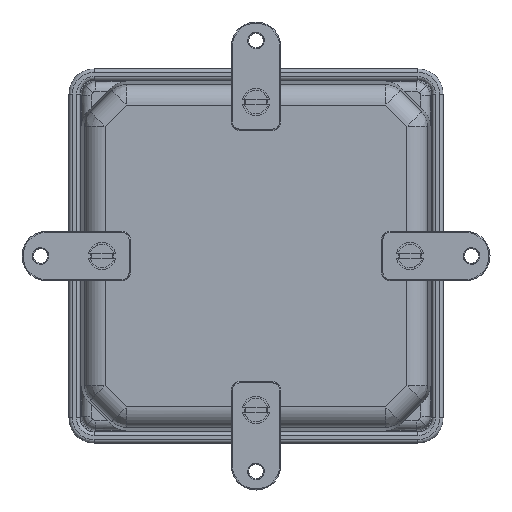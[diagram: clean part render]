
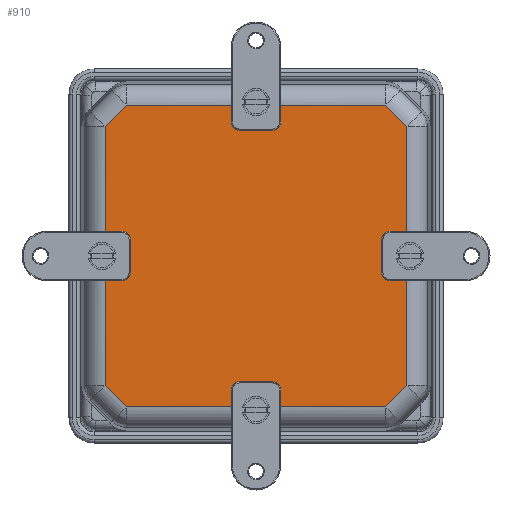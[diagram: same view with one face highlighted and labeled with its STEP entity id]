
A CAD part, front view. The second image highlights one B-rep face of the part: STEP entity #910.
In plain terms, the highlighted planar face has unit normal (0, -1, 0).
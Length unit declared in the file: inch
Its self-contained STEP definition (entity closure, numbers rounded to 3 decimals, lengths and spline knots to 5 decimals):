
#200 = ORIENTED_EDGE ( 'NONE', *, *, #40323, .F. ) ;
#315 = CARTESIAN_POINT ( 'NONE',  ( 1.97829, -1.59028, -2.76318 ) ) ;
#516 = CARTESIAN_POINT ( 'NONE',  ( 2.36948, -1.59028, 0. ) ) ;
#910 = ADVANCED_FACE ( 'NONE', ( #35439 ), #45954, .F. ) ;
#962 = CARTESIAN_POINT ( 'NONE',  ( -0.3937, -1.59028, 2.76318 ) ) ;
#1160 = ORIENTED_EDGE ( 'NONE', *, *, #40692, .F. ) ;
#1227 = EDGE_CURVE ( 'NONE', #40877, #23443, #30712, .T. ) ;
#1279 = AXIS2_PLACEMENT_3D ( 'NONE', #29838, #10926, #48362 ) ;
#1627 = CARTESIAN_POINT ( 'NONE',  ( -3.15688, -1.59028, 0. ) ) ;
#1843 = CARTESIAN_POINT ( 'NONE',  ( 1.97829, -1.59028, 2.76318 ) ) ;
#2039 = LINE ( 'NONE', #3186, #34356 ) ;
#2776 = ORIENTED_EDGE ( 'NONE', *, *, #7560, .F. ) ;
#3186 = CARTESIAN_POINT ( 'NONE',  ( -0.3937, -1.59028, 2.76318 ) ) ;
#3720 = CARTESIAN_POINT ( 'NONE',  ( -0.43626, -1.59028, -2.76318 ) ) ;
#3722 = DIRECTION ( 'NONE',  ( -0.707, 0., -0.707 ) ) ;
#4194 = CARTESIAN_POINT ( 'NONE',  ( -0.35114, -1.59028, 2.76318 ) ) ;
#4208 = DIRECTION ( 'NONE',  ( 0., 0., 1. ) ) ;
#4488 = CIRCLE ( 'NONE', #30157, 0.07 ) ;
#5389 = EDGE_CURVE ( 'NONE', #38059, #31467, #25141, .T. ) ;
#5430 = VERTEX_POINT ( 'NONE', #15933 ) ;
#5685 = VECTOR ( 'NONE', #13155, 39.37008 ) ;
#5855 = VERTEX_POINT ( 'NONE', #38540 ) ;
#7307 = VECTOR ( 'NONE', #33150, 39.37008 ) ;
#7374 = ORIENTED_EDGE ( 'NONE', *, *, #5389, .F. ) ;
#7560 = EDGE_CURVE ( 'NONE', #23443, #32614, #43961, .T. ) ;
#8187 = CARTESIAN_POINT ( 'NONE',  ( 2.42505, -1.59028, 0. ) ) ;
#8593 = VECTOR ( 'NONE', #46765, 39.37008 ) ;
#8716 = EDGE_CURVE ( 'NONE', #46897, #11797, #29154, .T. ) ;
#8756 = ORIENTED_EDGE ( 'NONE', *, *, #19678, .F. ) ;
#9132 = EDGE_CURVE ( 'NONE', #41135, #22875, #18575, .T. ) ;
#9796 = VECTOR ( 'NONE', #41989, 39.37008 ) ;
#9983 = DIRECTION ( 'NONE',  ( -1., 0., 0. ) ) ;
#10926 = DIRECTION ( 'NONE',  ( 0., -1., 0. ) ) ;
#10996 = AXIS2_PLACEMENT_3D ( 'NONE', #16628, #11860, #38279 ) ;
#11353 = VERTEX_POINT ( 'NONE', #16781 ) ;
#11691 = CARTESIAN_POINT ( 'NONE',  ( -3.15688, -1.59028, 2.37199 ) ) ;
#11797 = VERTEX_POINT ( 'NONE', #15645 ) ;
#11860 = DIRECTION ( 'NONE',  ( 0., -1., 0. ) ) ;
#11963 = CARTESIAN_POINT ( 'NONE',  ( -0.3937, -1.59028, 0. ) ) ;
#13155 = DIRECTION ( 'NONE',  ( 0.707, 0., -0.707 ) ) ;
#14561 = DIRECTION ( 'NONE',  ( 0., 0., -1. ) ) ;
#14572 = VECTOR ( 'NONE', #38403, 39.37008 ) ;
#15645 = CARTESIAN_POINT ( 'NONE',  ( 1.97829, -1.59028, 2.76318 ) ) ;
#15763 = DIRECTION ( 'NONE',  ( 0., 0., 1. ) ) ;
#15933 = CARTESIAN_POINT ( 'NONE',  ( 2.36948, -1.59028, -0.04256 ) ) ;
#16080 = DIRECTION ( 'NONE',  ( 0., 1., 0. ) ) ;
#16628 = CARTESIAN_POINT ( 'NONE',  ( -0.3937, -1.59028, 2.81875 ) ) ;
#16725 = ORIENTED_EDGE ( 'NONE', *, *, #47238, .F. ) ;
#16781 = CARTESIAN_POINT ( 'NONE',  ( 2.36948, -1.59028, -2.37199 ) ) ;
#17244 = LINE ( 'NONE', #45330, #46029 ) ;
#17489 = EDGE_LOOP ( 'NONE', ( #17498, #7374, #36299, #25626, #34551, #16725, #19909, #2776, #44486, #44607, #200, #45805, #32166, #8756, #46180, #1160 ) ) ;
#17498 = ORIENTED_EDGE ( 'NONE', *, *, #24401, .F. ) ;
#18493 = AXIS2_PLACEMENT_3D ( 'NONE', #38918, #42703, #20193 ) ;
#18575 = CIRCLE ( 'NONE', #1279, 0.07 ) ;
#19104 = CARTESIAN_POINT ( 'NONE',  ( -3.15688, -1.59028, 0. ) ) ;
#19678 = EDGE_CURVE ( 'NONE', #34865, #41135, #36389, .T. ) ;
#19909 = ORIENTED_EDGE ( 'NONE', *, *, #33504, .F. ) ;
#20193 = DIRECTION ( 'NONE',  ( 0., 0., -1. ) ) ;
#20357 = LINE ( 'NONE', #1843, #5685 ) ;
#21289 = CARTESIAN_POINT ( 'NONE',  ( -0.3937, -1.59028, -2.76318 ) ) ;
#22052 = LINE ( 'NONE', #1627, #8593 ) ;
#22707 = CARTESIAN_POINT ( 'NONE',  ( 2.36948, -1.59028, 2.37199 ) ) ;
#22875 = VERTEX_POINT ( 'NONE', #3720 ) ;
#23185 = VECTOR ( 'NONE', #3722, 39.37008 ) ;
#23245 = LINE ( 'NONE', #37998, #23185 ) ;
#23443 = VERTEX_POINT ( 'NONE', #44807 ) ;
#23515 = LINE ( 'NONE', #29833, #30011 ) ;
#24401 = EDGE_CURVE ( 'NONE', #31467, #5430, #4488, .T. ) ;
#24594 = CARTESIAN_POINT ( 'NONE',  ( -2.76569, -1.59028, -2.76318 ) ) ;
#25141 = LINE ( 'NONE', #516, #14572 ) ;
#25626 = ORIENTED_EDGE ( 'NONE', *, *, #8716, .F. ) ;
#28062 = DIRECTION ( 'NONE',  ( -0.707, 0., 0.707 ) ) ;
#29076 = CARTESIAN_POINT ( 'NONE',  ( 2.36948, -1.59028, 0.04256 ) ) ;
#29154 = LINE ( 'NONE', #962, #9796 ) ;
#29833 = CARTESIAN_POINT ( 'NONE',  ( 2.36948, -1.59028, 0. ) ) ;
#29838 = CARTESIAN_POINT ( 'NONE',  ( -0.3937, -1.59028, -2.81875 ) ) ;
#30011 = VECTOR ( 'NONE', #14561, 39.37008 ) ;
#30157 = AXIS2_PLACEMENT_3D ( 'NONE', #8187, #34445, #37722 ) ;
#30712 = CIRCLE ( 'NONE', #18493, 0.07 ) ;
#30775 = AXIS2_PLACEMENT_3D ( 'NONE', #11963, #16080, #15763 ) ;
#30870 = CIRCLE ( 'NONE', #10996, 0.07 ) ;
#31467 = VERTEX_POINT ( 'NONE', #29076 ) ;
#31769 = LINE ( 'NONE', #24594, #41735 ) ;
#31939 = EDGE_CURVE ( 'NONE', #35892, #40877, #22052, .T. ) ;
#32166 = ORIENTED_EDGE ( 'NONE', *, *, #9132, .F. ) ;
#32614 = VERTEX_POINT ( 'NONE', #11691 ) ;
#32640 = EDGE_CURVE ( 'NONE', #5855, #46897, #30870, .T. ) ;
#33150 = DIRECTION ( 'NONE',  ( 0.707, 0., 0.707 ) ) ;
#33504 = EDGE_CURVE ( 'NONE', #32614, #44291, #43147, .T. ) ;
#34356 = VECTOR ( 'NONE', #45182, 39.37008 ) ;
#34445 = DIRECTION ( 'NONE',  ( 0., -1., 0. ) ) ;
#34551 = ORIENTED_EDGE ( 'NONE', *, *, #32640, .F. ) ;
#34865 = VERTEX_POINT ( 'NONE', #315 ) ;
#35049 = CARTESIAN_POINT ( 'NONE',  ( -0.35114, -1.59028, -2.76318 ) ) ;
#35215 = VECTOR ( 'NONE', #9983, 39.37008 ) ;
#35439 = FACE_OUTER_BOUND ( 'NONE', #17489, .T. ) ;
#35892 = VERTEX_POINT ( 'NONE', #39048 ) ;
#36299 = ORIENTED_EDGE ( 'NONE', *, *, #43487, .F. ) ;
#36389 = LINE ( 'NONE', #21289, #35215 ) ;
#36558 = VERTEX_POINT ( 'NONE', #41132 ) ;
#37722 = DIRECTION ( 'NONE',  ( 0., 0., -1. ) ) ;
#37774 = DIRECTION ( 'NONE',  ( -1., 0., 0. ) ) ;
#37998 = CARTESIAN_POINT ( 'NONE',  ( 2.36948, -1.59028, -2.37199 ) ) ;
#38059 = VERTEX_POINT ( 'NONE', #22707 ) ;
#38279 = DIRECTION ( 'NONE',  ( 0., 0., -1. ) ) ;
#38403 = DIRECTION ( 'NONE',  ( 0., 0., -1. ) ) ;
#38540 = CARTESIAN_POINT ( 'NONE',  ( -0.43626, -1.59028, 2.76318 ) ) ;
#38918 = CARTESIAN_POINT ( 'NONE',  ( -3.21245, -1.59028, 0. ) ) ;
#39048 = CARTESIAN_POINT ( 'NONE',  ( -3.15688, -1.59028, -2.37199 ) ) ;
#39785 = VECTOR ( 'NONE', #4208, 39.37008 ) ;
#40323 = EDGE_CURVE ( 'NONE', #36558, #35892, #31769, .T. ) ;
#40692 = EDGE_CURVE ( 'NONE', #5430, #11353, #23515, .T. ) ;
#40877 = VERTEX_POINT ( 'NONE', #44747 ) ;
#41132 = CARTESIAN_POINT ( 'NONE',  ( -2.76569, -1.59028, -2.76318 ) ) ;
#41135 = VERTEX_POINT ( 'NONE', #35049 ) ;
#41735 = VECTOR ( 'NONE', #28062, 39.37008 ) ;
#41989 = DIRECTION ( 'NONE',  ( 1., 0., 0. ) ) ;
#42703 = DIRECTION ( 'NONE',  ( 0., -1., 0. ) ) ;
#43147 = LINE ( 'NONE', #44450, #7307 ) ;
#43487 = EDGE_CURVE ( 'NONE', #11797, #38059, #20357, .T. ) ;
#43961 = LINE ( 'NONE', #19104, #39785 ) ;
#44291 = VERTEX_POINT ( 'NONE', #45260 ) ;
#44450 = CARTESIAN_POINT ( 'NONE',  ( -3.15688, -1.59028, 2.37199 ) ) ;
#44486 = ORIENTED_EDGE ( 'NONE', *, *, #1227, .F. ) ;
#44607 = ORIENTED_EDGE ( 'NONE', *, *, #31939, .F. ) ;
#44747 = CARTESIAN_POINT ( 'NONE',  ( -3.15688, -1.59028, -0.04256 ) ) ;
#44807 = CARTESIAN_POINT ( 'NONE',  ( -3.15688, -1.59028, 0.04256 ) ) ;
#45063 = EDGE_CURVE ( 'NONE', #11353, #34865, #23245, .T. ) ;
#45182 = DIRECTION ( 'NONE',  ( 1., 0., 0. ) ) ;
#45260 = CARTESIAN_POINT ( 'NONE',  ( -2.76569, -1.59028, 2.76318 ) ) ;
#45330 = CARTESIAN_POINT ( 'NONE',  ( -0.3937, -1.59028, -2.76318 ) ) ;
#45805 = ORIENTED_EDGE ( 'NONE', *, *, #48083, .F. ) ;
#45954 = PLANE ( 'NONE',  #30775 ) ;
#46029 = VECTOR ( 'NONE', #37774, 39.37008 ) ;
#46180 = ORIENTED_EDGE ( 'NONE', *, *, #45063, .F. ) ;
#46765 = DIRECTION ( 'NONE',  ( 0., 0., 1. ) ) ;
#46897 = VERTEX_POINT ( 'NONE', #4194 ) ;
#47238 = EDGE_CURVE ( 'NONE', #44291, #5855, #2039, .T. ) ;
#48083 = EDGE_CURVE ( 'NONE', #22875, #36558, #17244, .T. ) ;
#48362 = DIRECTION ( 'NONE',  ( 0., 0., -1. ) ) ;
